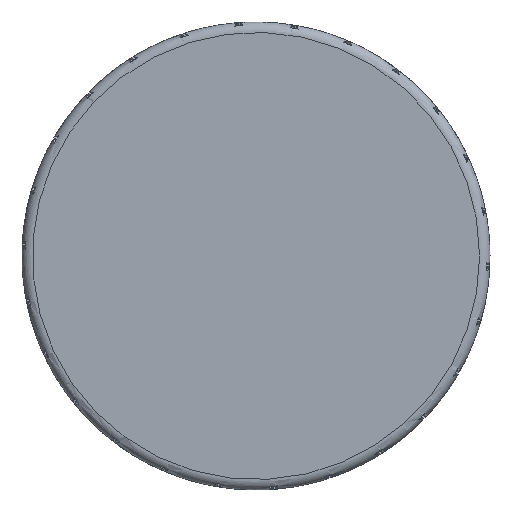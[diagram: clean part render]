
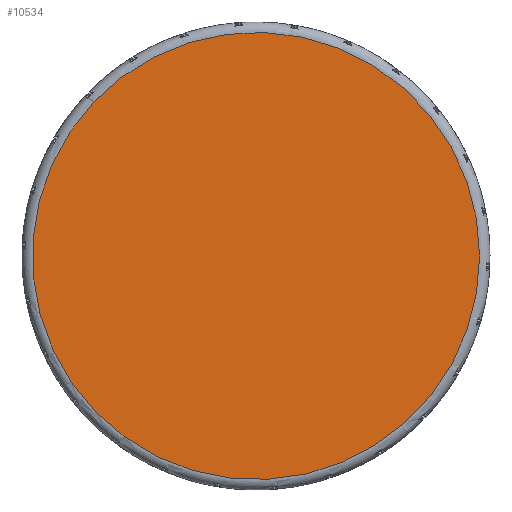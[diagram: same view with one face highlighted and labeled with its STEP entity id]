
A CAD part, front view. The second image highlights one B-rep face of the part: STEP entity #10534.
In plain terms, the highlighted planar face has unit normal (0, -1, 0).
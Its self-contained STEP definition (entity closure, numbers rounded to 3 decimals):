
#1961=PLANE($,#11751);
#2555=FACE_OUTER_BOUND($,#3198,.T.);
#3198=EDGE_LOOP($,(#7765));
#3773=CIRCLE($,#11124,21.5);
#4175=VERTEX_POINT($,#16942);
#5253=EDGE_CURVE($,#4175,#4175,#3773,.T.);
#7765=ORIENTED_EDGE($,*,*,#5253,.F.);
#10534=ADVANCED_FACE($,(#2555),#1961,.T.);
#11124=AXIS2_PLACEMENT_3D($,#16943,#12716,#12717);
#11751=AXIS2_PLACEMENT_3D($,#18065,#14023,#14024);
#12716=DIRECTION('center_axis',(0.,1.,0.));
#12717=DIRECTION('ref_axis',(-1.,0.,0.));
#14023=DIRECTION('center_axis',(0.,-1.,0.));
#14024=DIRECTION('ref_axis',(0.,0.,-1.));
#16942=CARTESIAN_POINT('',(21.5,0.,0.));
#16943=CARTESIAN_POINT('Origin',(0.,0.,
0.));
#18065=CARTESIAN_POINT('Origin',(11.25,0.,0.));
